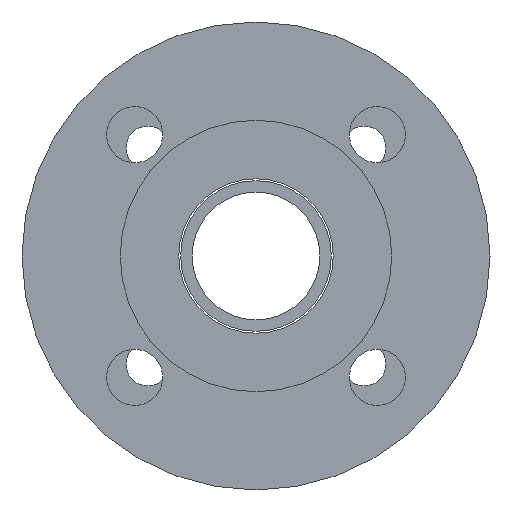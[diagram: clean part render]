
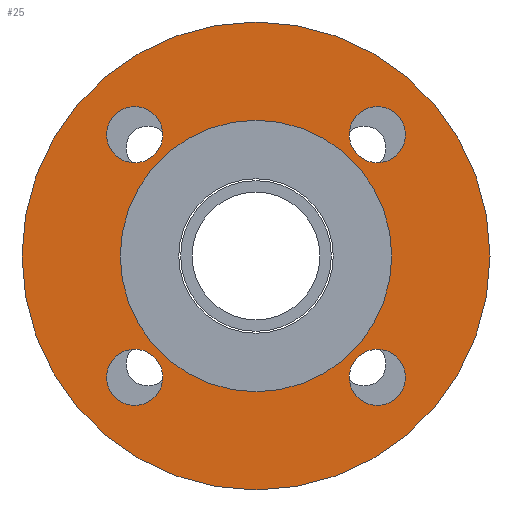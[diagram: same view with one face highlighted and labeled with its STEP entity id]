
A CAD part, left-side view. The second image highlights one B-rep face of the part: STEP entity #25.
In plain terms, the highlighted face is planar.
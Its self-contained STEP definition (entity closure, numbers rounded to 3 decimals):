
#1 = DIRECTION ( 'NONE',  ( 0., 0., -1. ) ) ;
#3 = CARTESIAN_POINT ( 'NONE',  ( 0., 0., 0. ) ) ;
#9 = EDGE_CURVE ( 'NONE', #269, #1479, #1284, .T. ) ;
#25 = ADVANCED_FACE ( 'NONE', ( #462, #1230, #986, #609, #1477, #359 ), #1343, .T. ) ;
#45 = AXIS2_PLACEMENT_3D ( 'NONE', #474, #1096, #1598 ) ;
#74 = CARTESIAN_POINT ( 'NONE',  ( 0., -38.891, -38.891 ) ) ;
#75 = DIRECTION ( 'NONE',  ( 1., 0., 0. ) ) ;
#92 = ORIENTED_EDGE ( 'NONE', *, *, #218, .F. ) ;
#95 = AXIS2_PLACEMENT_3D ( 'NONE', #692, #698, #1318 ) ;
#97 = CARTESIAN_POINT ( 'NONE',  ( 0., -38.891, -38.891 ) ) ;
#110 = DIRECTION ( 'NONE',  ( 1., 0., 0. ) ) ;
#115 = EDGE_LOOP ( 'NONE', ( #1369, #1127 ) ) ;
#117 = AXIS2_PLACEMENT_3D ( 'NONE', #847, #223, #1231 ) ;
#119 = DIRECTION ( 'NONE',  ( 0., 0., -1. ) ) ;
#189 = CARTESIAN_POINT ( 'NONE',  ( 0., 38.891, 29.891 ) ) ;
#206 = VERTEX_POINT ( 'NONE', #809 ) ;
#218 = EDGE_CURVE ( 'NONE', #1304, #793, #550, .T. ) ;
#222 = CARTESIAN_POINT ( 'NONE',  ( 0., 38.891, 47.891 ) ) ;
#223 = DIRECTION ( 'NONE',  ( 1., 0., 0. ) ) ;
#228 = DIRECTION ( 'NONE',  ( 1., 0., 0. ) ) ;
#238 = DIRECTION ( 'NONE',  ( 1., 0., 0. ) ) ;
#242 = VERTEX_POINT ( 'NONE', #1193 ) ;
#256 = ORIENTED_EDGE ( 'NONE', *, *, #909, .F. ) ;
#269 = VERTEX_POINT ( 'NONE', #925 ) ;
#290 = DIRECTION ( 'NONE',  ( 0., 0., -1. ) ) ;
#309 = ORIENTED_EDGE ( 'NONE', *, *, #1472, .F. ) ;
#312 = AXIS2_PLACEMENT_3D ( 'NONE', #441, #578, #1575 ) ;
#350 = ORIENTED_EDGE ( 'NONE', *, *, #9, .T. ) ;
#355 = ORIENTED_EDGE ( 'NONE', *, *, #433, .F. ) ;
#359 = FACE_BOUND ( 'NONE', #611, .T. ) ;
#365 = DIRECTION ( 'NONE',  ( 1., 0., 0. ) ) ;
#420 = DIRECTION ( 'NONE',  ( 0., 0., -1. ) ) ;
#422 = CIRCLE ( 'NONE', #95, 9. ) ;
#429 = CARTESIAN_POINT ( 'NONE',  ( 0., 38.891, -38.891 ) ) ;
#433 = EDGE_CURVE ( 'NONE', #1406, #559, #422, .T. ) ;
#437 = CARTESIAN_POINT ( 'NONE',  ( 0., -38.891, 38.891 ) ) ;
#441 = CARTESIAN_POINT ( 'NONE',  ( 0., 38.891, 38.891 ) ) ;
#455 = DIRECTION ( 'NONE',  ( 1., 0., 0. ) ) ;
#460 = EDGE_LOOP ( 'NONE', ( #688, #355 ) ) ;
#462 = FACE_OUTER_BOUND ( 'NONE', #904, .T. ) ;
#470 = CIRCLE ( 'NONE', #760, 75. ) ;
#474 = CARTESIAN_POINT ( 'NONE',  ( 0., 38.891, -38.891 ) ) ;
#479 = DIRECTION ( 'NONE',  ( 0., 0., -1. ) ) ;
#480 = CARTESIAN_POINT ( 'NONE',  ( 0., 0., -43.5 ) ) ;
#501 = EDGE_CURVE ( 'NONE', #1087, #649, #653, .T. ) ;
#517 = ORIENTED_EDGE ( 'NONE', *, *, #1577, .F. ) ;
#519 = AXIS2_PLACEMENT_3D ( 'NONE', #1206, #455, #694 ) ;
#530 = EDGE_LOOP ( 'NONE', ( #1397, #517 ) ) ;
#531 = CARTESIAN_POINT ( 'NONE',  ( 0., 0., 43.5 ) ) ;
#550 = CIRCLE ( 'NONE', #519, 43.5 ) ;
#559 = VERTEX_POINT ( 'NONE', #189 ) ;
#563 = DIRECTION ( 'NONE',  ( 0., 0., -1. ) ) ;
#577 = AXIS2_PLACEMENT_3D ( 'NONE', #3, #110, #602 ) ;
#578 = DIRECTION ( 'NONE',  ( 1., 0., 0. ) ) ;
#580 = ORIENTED_EDGE ( 'NONE', *, *, #1142, .T. ) ;
#581 = EDGE_CURVE ( 'NONE', #649, #1087, #990, .T. ) ;
#602 = DIRECTION ( 'NONE',  ( 0., 0., -1. ) ) ;
#609 = FACE_BOUND ( 'NONE', #115, .T. ) ;
#611 = EDGE_LOOP ( 'NONE', ( #92, #1002 ) ) ;
#614 = CARTESIAN_POINT ( 'NONE',  ( 0., 0., 0. ) ) ;
#622 = EDGE_LOOP ( 'NONE', ( #309, #256 ) ) ;
#649 = VERTEX_POINT ( 'NONE', #712 ) ;
#653 = CIRCLE ( 'NONE', #1541, 9. ) ;
#660 = CARTESIAN_POINT ( 'NONE',  ( 0., -38.891, -47.891 ) ) ;
#688 = ORIENTED_EDGE ( 'NONE', *, *, #1395, .F. ) ;
#692 = CARTESIAN_POINT ( 'NONE',  ( 0., 38.891, 38.891 ) ) ;
#694 = DIRECTION ( 'NONE',  ( 0., 0., -1. ) ) ;
#698 = DIRECTION ( 'NONE',  ( 1., 0., 0. ) ) ;
#712 = CARTESIAN_POINT ( 'NONE',  ( 0., -38.891, -29.891 ) ) ;
#727 = CIRCLE ( 'NONE', #1089, 9. ) ;
#757 = VERTEX_POINT ( 'NONE', #1363 ) ;
#760 = AXIS2_PLACEMENT_3D ( 'NONE', #614, #365, #1 ) ;
#777 = EDGE_CURVE ( 'NONE', #242, #206, #815, .T. ) ;
#793 = VERTEX_POINT ( 'NONE', #480 ) ;
#809 = CARTESIAN_POINT ( 'NONE',  ( 0., -38.891, 47.891 ) ) ;
#815 = CIRCLE ( 'NONE', #117, 9. ) ;
#847 = CARTESIAN_POINT ( 'NONE',  ( 0., -38.891, 38.891 ) ) ;
#904 = EDGE_LOOP ( 'NONE', ( #350, #580 ) ) ;
#909 = EDGE_CURVE ( 'NONE', #1495, #757, #1491, .T. ) ;
#925 = CARTESIAN_POINT ( 'NONE',  ( 0., 0., -75. ) ) ;
#933 = AXIS2_PLACEMENT_3D ( 'NONE', #1243, #238, #479 ) ;
#949 = DIRECTION ( 'NONE',  ( 1., 0., 0. ) ) ;
#986 = FACE_BOUND ( 'NONE', #622, .T. ) ;
#990 = CIRCLE ( 'NONE', #1416, 9. ) ;
#1002 = ORIENTED_EDGE ( 'NONE', *, *, #1320, .F. ) ;
#1047 = CARTESIAN_POINT ( 'NONE',  ( 0., 0., 75. ) ) ;
#1080 = DIRECTION ( 'NONE',  ( 1., 0., 0. ) ) ;
#1087 = VERTEX_POINT ( 'NONE', #660 ) ;
#1089 = AXIS2_PLACEMENT_3D ( 'NONE', #429, #949, #290 ) ;
#1096 = DIRECTION ( 'NONE',  ( 1., 0., 0. ) ) ;
#1098 = CIRCLE ( 'NONE', #577, 43.5 ) ;
#1127 = ORIENTED_EDGE ( 'NONE', *, *, #581, .F. ) ;
#1142 = EDGE_CURVE ( 'NONE', #1479, #269, #470, .T. ) ;
#1193 = CARTESIAN_POINT ( 'NONE',  ( 0., -38.891, 29.891 ) ) ;
#1205 = DIRECTION ( 'NONE',  ( 0., 0., -1. ) ) ;
#1206 = CARTESIAN_POINT ( 'NONE',  ( 0., 0., 0. ) ) ;
#1230 = FACE_BOUND ( 'NONE', #460, .T. ) ;
#1231 = DIRECTION ( 'NONE',  ( 0., 0., -1. ) ) ;
#1243 = CARTESIAN_POINT ( 'NONE',  ( 0., 0., 0. ) ) ;
#1270 = CARTESIAN_POINT ( 'NONE',  ( 0., 38.891, -29.891 ) ) ;
#1284 = CIRCLE ( 'NONE', #933, 75. ) ;
#1304 = VERTEX_POINT ( 'NONE', #531 ) ;
#1318 = DIRECTION ( 'NONE',  ( 0., 0., -1. ) ) ;
#1320 = EDGE_CURVE ( 'NONE', #793, #1304, #1098, .T. ) ;
#1343 = PLANE ( 'NONE',  #1538 ) ;
#1363 = CARTESIAN_POINT ( 'NONE',  ( 0., 38.891, -47.891 ) ) ;
#1369 = ORIENTED_EDGE ( 'NONE', *, *, #501, .F. ) ;
#1395 = EDGE_CURVE ( 'NONE', #559, #1406, #1586, .T. ) ;
#1397 = ORIENTED_EDGE ( 'NONE', *, *, #777, .F. ) ;
#1406 = VERTEX_POINT ( 'NONE', #222 ) ;
#1416 = AXIS2_PLACEMENT_3D ( 'NONE', #74, #1080, #563 ) ;
#1462 = CIRCLE ( 'NONE', #1595, 9. ) ;
#1472 = EDGE_CURVE ( 'NONE', #757, #1495, #727, .T. ) ;
#1477 = FACE_BOUND ( 'NONE', #530, .T. ) ;
#1479 = VERTEX_POINT ( 'NONE', #1047 ) ;
#1491 = CIRCLE ( 'NONE', #45, 9. ) ;
#1495 = VERTEX_POINT ( 'NONE', #1270 ) ;
#1535 = DIRECTION ( 'NONE',  ( 1., 0., 0. ) ) ;
#1538 = AXIS2_PLACEMENT_3D ( 'NONE', #1591, #228, #119 ) ;
#1541 = AXIS2_PLACEMENT_3D ( 'NONE', #97, #1535, #420 ) ;
#1575 = DIRECTION ( 'NONE',  ( 0., 0., -1. ) ) ;
#1577 = EDGE_CURVE ( 'NONE', #206, #242, #1462, .T. ) ;
#1586 = CIRCLE ( 'NONE', #312, 9. ) ;
#1591 = CARTESIAN_POINT ( 'NONE',  ( 0., 0., 0. ) ) ;
#1595 = AXIS2_PLACEMENT_3D ( 'NONE', #437, #75, #1205 ) ;
#1598 = DIRECTION ( 'NONE',  ( 0., 0., -1. ) ) ;
